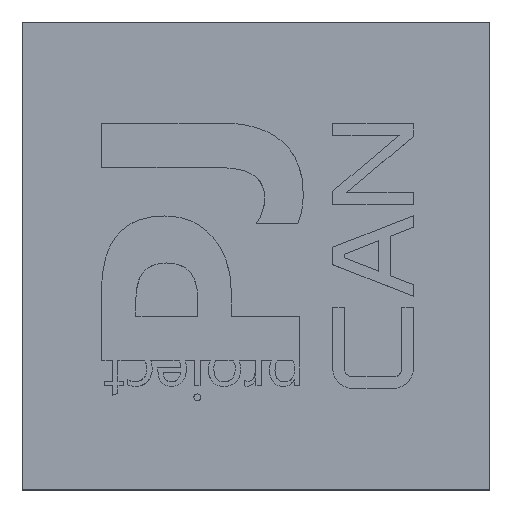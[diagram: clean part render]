
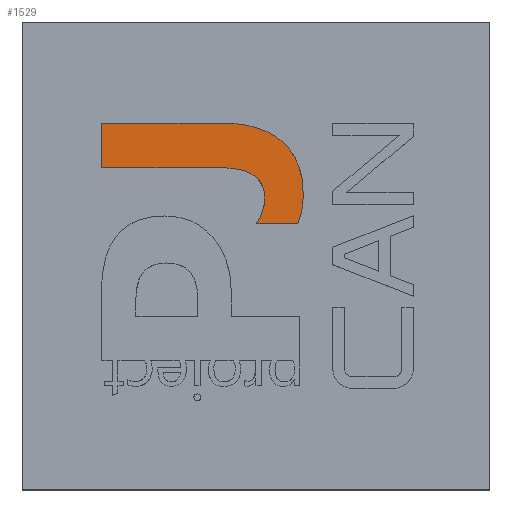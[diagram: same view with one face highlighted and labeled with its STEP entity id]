
A CAD part, top view. The second image highlights one B-rep face of the part: STEP entity #1529.
In plain terms, the highlighted planar face has unit normal (0, 0, 1).
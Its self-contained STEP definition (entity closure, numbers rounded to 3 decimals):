
#1529=ADVANCED_FACE('',(#2648),#2650,.T.);
#2648=FACE_BOUND('',#2649,.T.);
#2649=EDGE_LOOP('',(#3781,#3782,#3783,#3784,#3785,#3786,#3787,#3788,#3789));
#2650=PLANE('',#2651);
#2651=AXIS2_PLACEMENT_3D('',#2652,#2653,#2654);
#2652=CARTESIAN_POINT('',(0.,0.,2.96));
#2653=DIRECTION('',(0.,0.,1.));
#2654=DIRECTION('',(0.,1.,0.));
#3781=ORIENTED_EDGE('',*,*,#4151,.T.);
#3782=ORIENTED_EDGE('',*,*,#4149,.T.);
#3783=ORIENTED_EDGE('',*,*,#4147,.T.);
#3784=ORIENTED_EDGE('',*,*,#4145,.T.);
#3785=ORIENTED_EDGE('',*,*,#4143,.T.);
#3786=ORIENTED_EDGE('',*,*,#4141,.T.);
#3787=ORIENTED_EDGE('',*,*,#4139,.T.);
#3788=ORIENTED_EDGE('',*,*,#4137,.T.);
#3789=ORIENTED_EDGE('',*,*,#4135,.T.);
#4135=EDGE_CURVE('',#4797,#4795,#4798,.T.);
#4137=EDGE_CURVE('',#4800,#4797,#4801,.T.);
#4139=EDGE_CURVE('',#4803,#4800,#4804,.T.);
#4141=EDGE_CURVE('',#4806,#4803,#4807,.T.);
#4143=EDGE_CURVE('',#4809,#4806,#4810,.T.);
#4145=EDGE_CURVE('',#4812,#4809,#4813,.T.);
#4147=EDGE_CURVE('',#4815,#4812,#4816,.T.);
#4149=EDGE_CURVE('',#4818,#4815,#4819,.T.);
#4151=EDGE_CURVE('',#4795,#4818,#4821,.T.);
#4795=VERTEX_POINT('',#6150);
#4797=VERTEX_POINT('',#6154);
#4798=B_SPLINE_CURVE_WITH_KNOTS('',3,
(#6155,#6156,#6157,#6158),
.UNSPECIFIED.,.F.,.F.,
(4,4),
(0.,1.),
.UNSPECIFIED.);
#4800=VERTEX_POINT('',#6162);
#4801=B_SPLINE_CURVE_WITH_KNOTS('',3,
(#6163,#6164,#6165,#6166),
.UNSPECIFIED.,.F.,.F.,
(4,4),
(0.,1.),
.UNSPECIFIED.);
#4803=VERTEX_POINT('',#6170);
#4804=B_SPLINE_CURVE_WITH_KNOTS('',3,
(#6171,#6172,#6173,#6174),
.UNSPECIFIED.,.F.,.F.,
(4,4),
(0.,1.),
.UNSPECIFIED.);
#4806=VERTEX_POINT('',#6178);
#4807=LINE('',#6179,#6180);
#4809=VERTEX_POINT('',#6185);
#4810=B_SPLINE_CURVE_WITH_KNOTS('',3,
(#6186,#6187,#6188,#6189),
.UNSPECIFIED.,.F.,.F.,
(4,4),
(0.,1.),
.UNSPECIFIED.);
#4812=VERTEX_POINT('',#6193);
#4813=B_SPLINE_CURVE_WITH_KNOTS('',3,
(#6194,#6195,#6196,#6197),
.UNSPECIFIED.,.F.,.F.,
(4,4),
(0.,1.),
.UNSPECIFIED.);
#4815=VERTEX_POINT('',#6201);
#4816=LINE('',#6202,#6203);
#4818=VERTEX_POINT('',#6208);
#4819=LINE('',#6209,#6210);
#4821=LINE('',#6215,#6216);
#6150=CARTESIAN_POINT('',(-4.464,17.047,2.96));
#6154=CARTESIAN_POINT('',(3.348,14.682,2.96));
#6155=CARTESIAN_POINT('',(3.348,14.682,2.96));
#6156=CARTESIAN_POINT('',(1.541,16.259,2.96));
#6157=CARTESIAN_POINT('',(-1.063,17.047,2.96));
#6158=CARTESIAN_POINT('',(-4.464,17.047,2.96));
#6162=CARTESIAN_POINT('',(6.058,7.836,2.96));
#6163=CARTESIAN_POINT('',(6.058,7.836,2.96));
#6164=CARTESIAN_POINT('',(6.058,10.823,2.96));
#6165=CARTESIAN_POINT('',(5.155,13.106,2.96));
#6166=CARTESIAN_POINT('',(3.348,14.682,2.96));
#6170=CARTESIAN_POINT('',(5.367,4.133,2.96));
#6171=CARTESIAN_POINT('',(5.367,4.133,2.96));
#6172=CARTESIAN_POINT('',(5.828,5.267,2.96));
#6173=CARTESIAN_POINT('',(6.058,6.501,2.96));
#6174=CARTESIAN_POINT('',(6.058,7.836,2.96));
#6178=CARTESIAN_POINT('',(0.,4.133,2.96));
#6179=CARTESIAN_POINT('',(0.,4.133,2.96));
#6180=VECTOR('',#6181,1.);
#6181=DIRECTION('',(1.,0.,0.));
#6185=CARTESIAN_POINT('',(1.116,7.428,2.96));
#6186=CARTESIAN_POINT('',(1.116,7.428,2.96));
#6187=CARTESIAN_POINT('',(1.116,6.212,2.96));
#6188=CARTESIAN_POINT('',(0.744,5.113,2.96));
#6189=CARTESIAN_POINT('',(0.,4.133,2.96));
#6193=CARTESIAN_POINT('',(-4.694,11.343,2.96));
#6194=CARTESIAN_POINT('',(-4.694,11.343,2.96));
#6195=CARTESIAN_POINT('',(-0.821,11.343,2.96));
#6196=CARTESIAN_POINT('',(1.116,10.038,2.96));
#6197=CARTESIAN_POINT('',(1.116,7.428,2.96));
#6201=CARTESIAN_POINT('',(-19.787,11.343,2.96));
#6202=CARTESIAN_POINT('',(-19.787,11.343,2.96));
#6203=VECTOR('',#6204,1.);
#6204=DIRECTION('',(1.,0.,0.));
#6208=CARTESIAN_POINT('',(-19.787,17.047,2.96));
#6209=CARTESIAN_POINT('',(-19.787,17.047,2.96));
#6210=VECTOR('',#6211,1.);
#6211=DIRECTION('',(0.,-1.,0.));
#6215=CARTESIAN_POINT('',(-4.464,17.047,2.96));
#6216=VECTOR('',#6217,1.);
#6217=DIRECTION('',(-1.,0.,0.));
